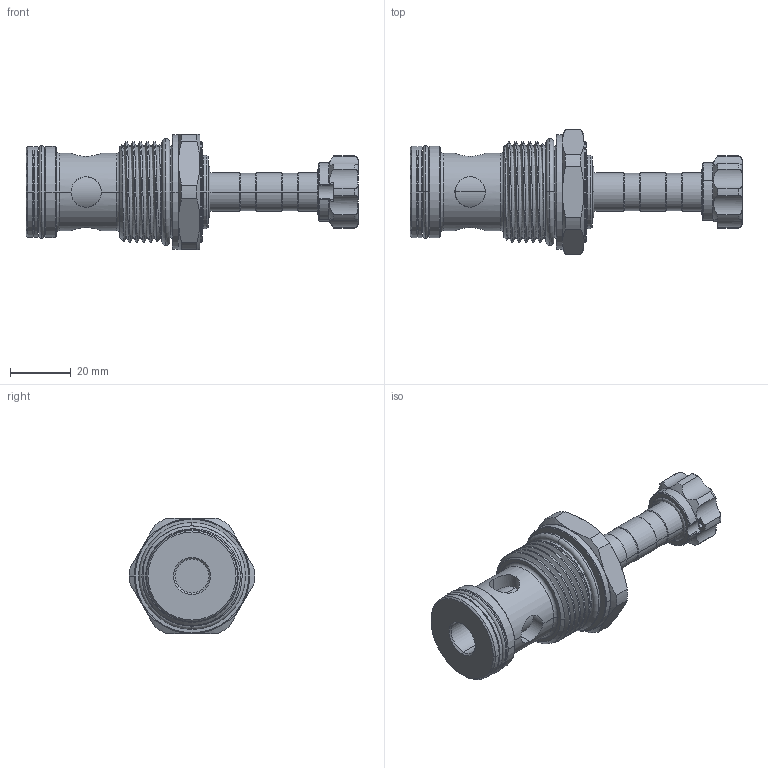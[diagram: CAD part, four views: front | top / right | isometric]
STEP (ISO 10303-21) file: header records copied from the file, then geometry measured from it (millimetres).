
FILE_DESCRIPTION (( 'STEP AP203' ), '1' );
FILE_NAME ('EP21E2A01N85.STEP', '2016-08-30T00:31:09', ( '' ), ( '' ), 'SwSTEP 2.0', 'SolidWorks 2012', '' );
FILE_SCHEMA (( 'CONFIG_CONTROL_DESIGN' ));
Length unit declared in the file: millimetre
Products named in the file (1): EP21E2A01N85
Bounding box: 109.35 x 41.5 x 38 mm (x, y, z)
Volume: 50462.5 mm3; surface area: 15795.5 mm2
Topology: 5 solids, 5 shells, 222 faces, 516 edges, 315 vertices
Faces by surface type: cylinder 102, cone 56, torus 34, plane 27, bspline 3
Entity records: 10046 total; most frequent: CARTESIAN_POINT 4960, DIRECTION 1091, ORIENTED_EDGE 1032, EDGE_CURVE 516, AXIS2_PLACEMENT_3D 471, VERTEX_POINT 315, CIRCLE 251, EDGE_LOOP 243
